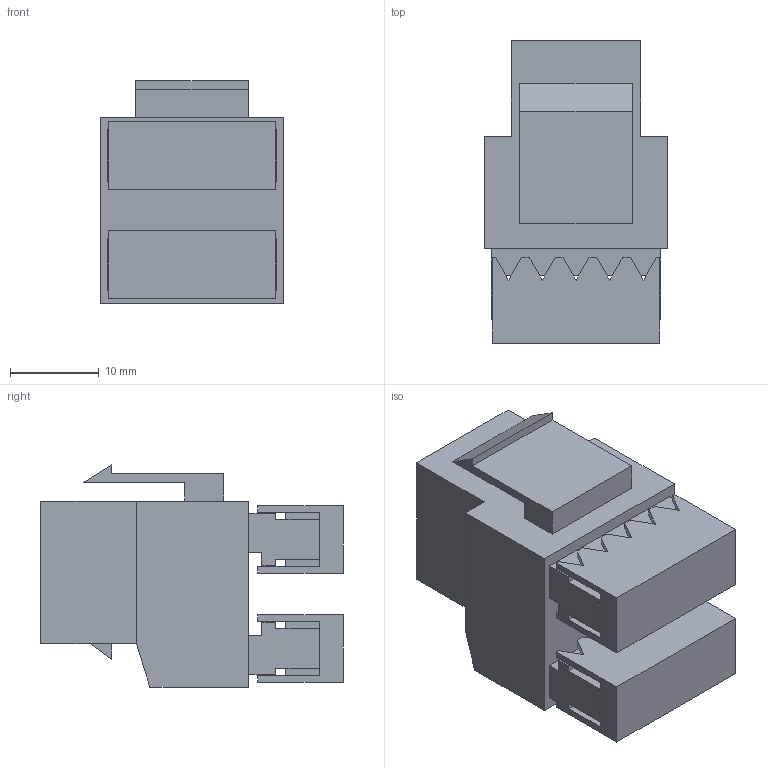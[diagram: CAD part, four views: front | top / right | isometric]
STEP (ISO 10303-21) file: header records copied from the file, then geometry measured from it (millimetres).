
FILE_DESCRIPTION (( 'STEP AP214' ), '1' );
FILE_NAME ('EC1107B-USOC.STEP', '2018-09-21T16:32:22', ( '' ), ( '' ), 'SwSTEP 2.0', 'SolidWorks 2017', '' );
FILE_SCHEMA (( 'AUTOMOTIVE_DESIGN' ));
Length unit declared in the file: inch
Products named in the file (3): EC1107B-USOC; EC1107B-USOC-MA1
Assembly tree (3 placements, depth 2):
  EC1107B-USOC
    EC1107B-USOC
    EC1107B-USOC-MA1  x2
Bounding box: 20.7 x 34.15 x 25.08 mm (x, y, z)
Volume: 9884 mm3; surface area: 7191.4 mm2
Topology: 3 solids, 3 shells, 430 faces, 1229 edges, 818 vertices
Faces by surface type: plane 430
Entity records: 14783 total; most frequent: CARTESIAN_POINT 2013, ORIENTED_EDGE 1990, DIRECTION 1707, LINE 995, EDGE_CURVE 995, VECTOR 995, VERTEX_POINT 662, EDGE_LOOP 383
